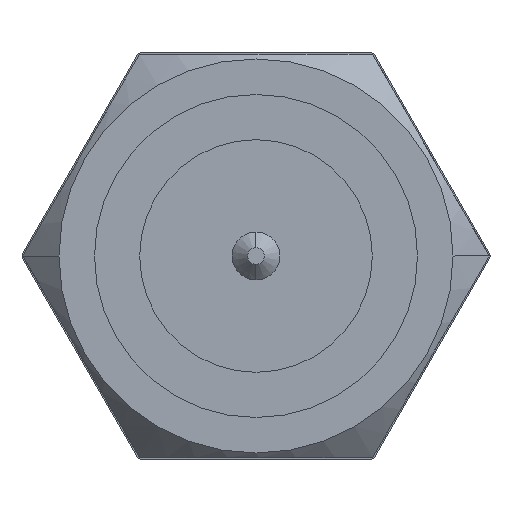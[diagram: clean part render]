
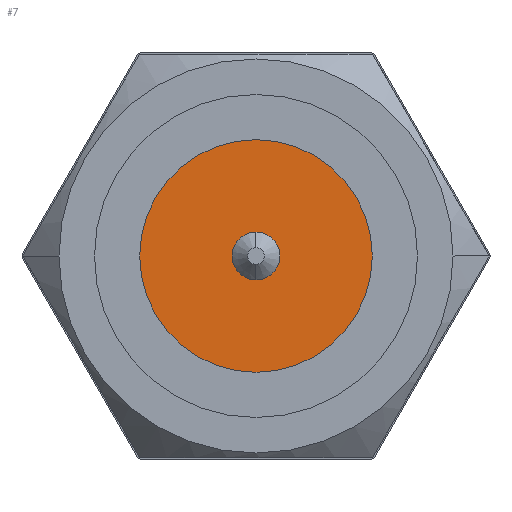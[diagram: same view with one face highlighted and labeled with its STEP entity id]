
A CAD part, left-side view. The second image highlights one B-rep face of the part: STEP entity #7.
In plain terms, the highlighted face is planar.
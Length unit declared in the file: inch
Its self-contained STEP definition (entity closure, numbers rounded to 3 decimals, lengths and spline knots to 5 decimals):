
#7 = ADVANCED_FACE ( 'NONE', ( #343, #1261 ), #702, .T. ) ;
#42 = VERTEX_POINT ( 'NONE', #1167 ) ;
#76 = EDGE_CURVE ( 'NONE', #42, #2695, #1923, .T. ) ;
#138 = CARTESIAN_POINT ( 'NONE',  ( 0., 0., 0.135 ) ) ;
#139 = CARTESIAN_POINT ( 'NONE',  ( 0., 0., 0.135 ) ) ;
#202 = AXIS2_PLACEMENT_3D ( 'NONE', #139, #556, #1897 ) ;
#238 = DIRECTION ( 'NONE',  ( -1., 0., 0. ) ) ;
#243 = EDGE_LOOP ( 'NONE', ( #2434, #1150 ) ) ;
#282 = EDGE_LOOP ( 'NONE', ( #432, #2662 ) ) ;
#343 = FACE_OUTER_BOUND ( 'NONE', #282, .T. ) ;
#414 = VERTEX_POINT ( 'NONE', #2413 ) ;
#432 = ORIENTED_EDGE ( 'NONE', *, *, #2769, .T. ) ;
#556 = DIRECTION ( 'NONE',  ( 0., 0., -1. ) ) ;
#585 = CARTESIAN_POINT ( 'NONE',  ( 0., 0., 0.135 ) ) ;
#702 = PLANE ( 'NONE',  #2639 ) ;
#925 = EDGE_CURVE ( 'NONE', #2695, #42, #2158, .T. ) ;
#970 = CARTESIAN_POINT ( 'NONE',  ( 0.09, 0., 0.135 ) ) ;
#1058 = DIRECTION ( 'NONE',  ( 0., 0., -1. ) ) ;
#1076 = AXIS2_PLACEMENT_3D ( 'NONE', #585, #1058, #2597 ) ;
#1150 = ORIENTED_EDGE ( 'NONE', *, *, #925, .F. ) ;
#1167 = CARTESIAN_POINT ( 'NONE',  ( 0.0185, 0., 0.135 ) ) ;
#1258 = DIRECTION ( 'NONE',  ( 0., 0., -1. ) ) ;
#1261 = FACE_BOUND ( 'NONE', #243, .T. ) ;
#1347 = DIRECTION ( 'NONE',  ( 0., 0., -1. ) ) ;
#1370 = CIRCLE ( 'NONE', #2159, 0.09 ) ;
#1493 = CARTESIAN_POINT ( 'NONE',  ( -0.0185, 0., 0.135 ) ) ;
#1566 = DIRECTION ( 'NONE',  ( -1., 0., 0. ) ) ;
#1581 = CARTESIAN_POINT ( 'NONE',  ( 0., 0., 0.135 ) ) ;
#1610 = CIRCLE ( 'NONE', #2208, 0.09 ) ;
#1782 = CARTESIAN_POINT ( 'NONE',  ( 0., 0., 0.135 ) ) ;
#1897 = DIRECTION ( 'NONE',  ( -1., 0., 0. ) ) ;
#1923 = CIRCLE ( 'NONE', #202, 0.0185 ) ;
#2032 = VERTEX_POINT ( 'NONE', #970 ) ;
#2083 = EDGE_CURVE ( 'NONE', #2032, #414, #1370, .T. ) ;
#2158 = CIRCLE ( 'NONE', #1076, 0.0185 ) ;
#2159 = AXIS2_PLACEMENT_3D ( 'NONE', #138, #1258, #2601 ) ;
#2208 = AXIS2_PLACEMENT_3D ( 'NONE', #1581, #2668, #238 ) ;
#2413 = CARTESIAN_POINT ( 'NONE',  ( -0.09, 0., 0.135 ) ) ;
#2434 = ORIENTED_EDGE ( 'NONE', *, *, #76, .F. ) ;
#2597 = DIRECTION ( 'NONE',  ( -1., 0., 0. ) ) ;
#2601 = DIRECTION ( 'NONE',  ( -1., 0., 0. ) ) ;
#2639 = AXIS2_PLACEMENT_3D ( 'NONE', #1782, #1347, #1566 ) ;
#2662 = ORIENTED_EDGE ( 'NONE', *, *, #2083, .T. ) ;
#2668 = DIRECTION ( 'NONE',  ( 0., 0., -1. ) ) ;
#2695 = VERTEX_POINT ( 'NONE', #1493 ) ;
#2769 = EDGE_CURVE ( 'NONE', #414, #2032, #1610, .T. ) ;
